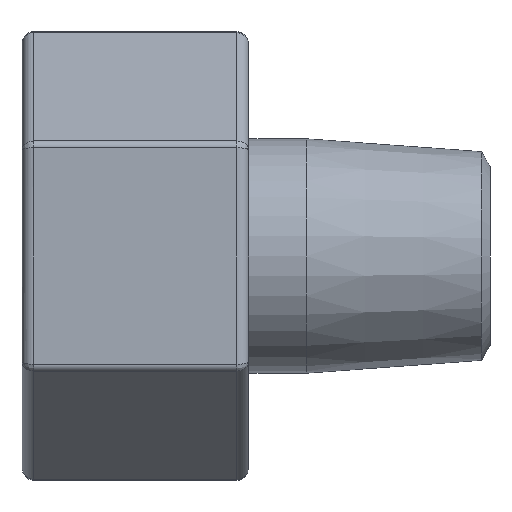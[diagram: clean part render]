
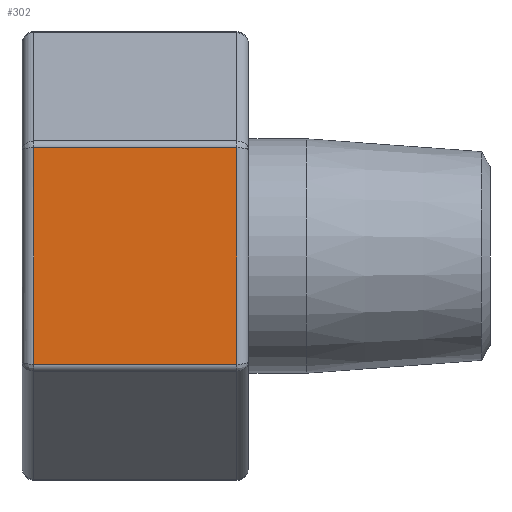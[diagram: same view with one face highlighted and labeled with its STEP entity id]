
A CAD part, front view. The second image highlights one B-rep face of the part: STEP entity #302.
In plain terms, the highlighted face is planar.
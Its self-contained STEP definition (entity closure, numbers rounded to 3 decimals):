
#107=FACE_OUTER_BOUND('',#435,.T.);
#149=LINE('',#1294,#185);
#150=LINE('',#1297,#186);
#151=LINE('',#1299,#187);
#152=LINE('',#1301,#188);
#185=VECTOR('',#1050,1.);
#186=VECTOR('',#1051,1.);
#187=VECTOR('',#1052,1.);
#188=VECTOR('',#1053,1.);
#275=PLANE('',#894);
#302=ADVANCED_FACE('',(#107),#275,.T.);
#435=EDGE_LOOP('',(#523,#524,#525,#526));
#523=ORIENTED_EDGE('',*,*,#753,.T.);
#524=ORIENTED_EDGE('',*,*,#754,.T.);
#525=ORIENTED_EDGE('',*,*,#755,.T.);
#526=ORIENTED_EDGE('',*,*,#756,.T.);
#695=VERTEX_POINT('',#1295);
#696=VERTEX_POINT('',#1296);
#697=VERTEX_POINT('',#1298);
#698=VERTEX_POINT('',#1300);
#753=EDGE_CURVE('',#695,#696,#149,.T.);
#754=EDGE_CURVE('',#696,#697,#150,.T.);
#755=EDGE_CURVE('',#697,#698,#151,.T.);
#756=EDGE_CURVE('',#698,#695,#152,.T.);
#894=AXIS2_PLACEMENT_3D('',#1302,#1054,#1055);
#1050=DIRECTION('',(0.,1.,0.));
#1051=DIRECTION('',(0.,0.,1.));
#1052=DIRECTION('',(0.,-1.,0.));
#1053=DIRECTION('',(0.,0.,-1.));
#1054=DIRECTION('',(1.,0.,0.));
#1055=DIRECTION('',(0.,0.,-1.));
#1294=CARTESIAN_POINT('',(25.,14.434,1.5));
#1295=CARTESIAN_POINT('',(25.,-13.856,1.5));
#1296=CARTESIAN_POINT('',(25.,13.856,1.5));
#1297=CARTESIAN_POINT('',(25.,13.856,29.));
#1298=CARTESIAN_POINT('',(25.,13.856,27.5));
#1299=CARTESIAN_POINT('',(25.,-14.434,27.5));
#1300=CARTESIAN_POINT('',(25.,-13.856,27.5));
#1301=CARTESIAN_POINT('',(25.,-13.856,29.));
#1302=CARTESIAN_POINT('',(25.,14.434,29.));
